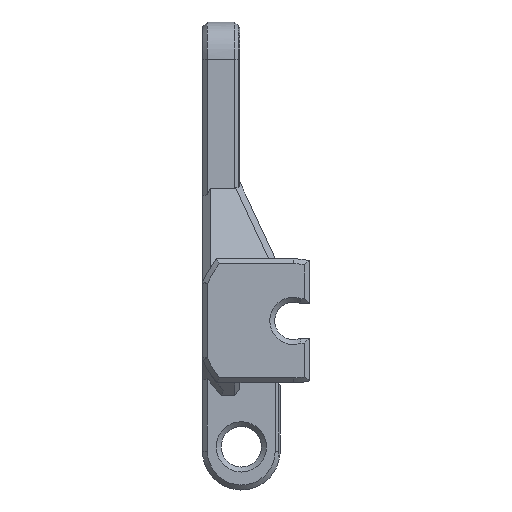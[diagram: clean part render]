
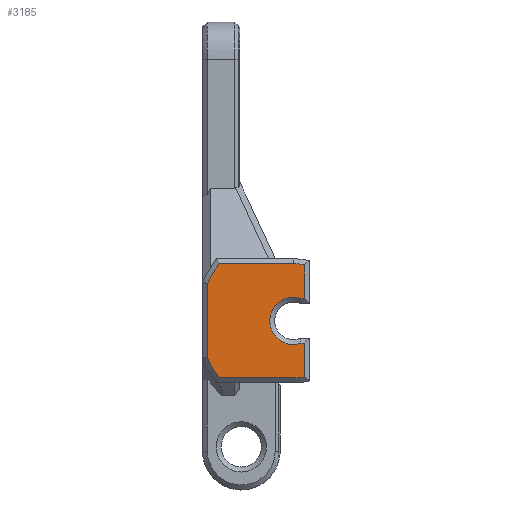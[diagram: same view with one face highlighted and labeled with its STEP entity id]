
A CAD part, left-side view. The second image highlights one B-rep face of the part: STEP entity #3185.
In plain terms, the highlighted planar face has unit normal (-1, 0, 0).
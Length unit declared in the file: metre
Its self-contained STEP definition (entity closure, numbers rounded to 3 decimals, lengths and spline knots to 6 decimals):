
#109=PLANE('',#3465);
#448=LINE('',#5228,#755);
#449=LINE('',#5233,#756);
#450=LINE('',#5235,#757);
#451=LINE('',#5239,#758);
#452=LINE('',#5243,#759);
#453=LINE('',#5247,#760);
#454=LINE('',#5251,#761);
#755=VECTOR('',#4069,1.);
#756=VECTOR('',#4072,1.);
#757=VECTOR('',#4073,1.);
#758=VECTOR('',#4076,1.);
#759=VECTOR('',#4079,1.);
#760=VECTOR('',#4082,1.);
#761=VECTOR('',#4085,1.);
#921=CIRCLE('',#3466,0.0019);
#922=CIRCLE('',#3467,0.0046);
#923=CIRCLE('',#3468,0.007535);
#924=CIRCLE('',#3469,0.007535);
#925=CIRCLE('',#3470,0.0046);
#1348=ORIENTED_EDGE('',*,*,#2212,.T.);
#1349=ORIENTED_EDGE('',*,*,#2213,.T.);
#1350=ORIENTED_EDGE('',*,*,#2214,.T.);
#1351=ORIENTED_EDGE('',*,*,#2215,.T.);
#1352=ORIENTED_EDGE('',*,*,#2216,.F.);
#1353=ORIENTED_EDGE('',*,*,#2217,.T.);
#1354=ORIENTED_EDGE('',*,*,#2218,.F.);
#1355=ORIENTED_EDGE('',*,*,#2219,.T.);
#1356=ORIENTED_EDGE('',*,*,#2220,.F.);
#1357=ORIENTED_EDGE('',*,*,#2221,.T.);
#1358=ORIENTED_EDGE('',*,*,#2222,.F.);
#1359=ORIENTED_EDGE('',*,*,#2223,.T.);
#2212=EDGE_CURVE('',#2622,#2623,#448,.T.);
#2213=EDGE_CURVE('',#2623,#2624,#921,.T.);
#2214=EDGE_CURVE('',#2624,#2625,#449,.T.);
#2215=EDGE_CURVE('',#2625,#2626,#450,.T.);
#2216=EDGE_CURVE('',#2627,#2626,#922,.T.);
#2217=EDGE_CURVE('',#2627,#2628,#451,.T.);
#2218=EDGE_CURVE('',#2629,#2628,#923,.T.);
#2219=EDGE_CURVE('',#2629,#2630,#452,.T.);
#2220=EDGE_CURVE('',#2631,#2630,#924,.T.);
#2221=EDGE_CURVE('',#2631,#2632,#453,.T.);
#2222=EDGE_CURVE('',#2633,#2632,#925,.T.);
#2223=EDGE_CURVE('',#2633,#2622,#454,.T.);
#2622=VERTEX_POINT('',#5229);
#2623=VERTEX_POINT('',#5230);
#2624=VERTEX_POINT('',#5232);
#2625=VERTEX_POINT('',#5234);
#2626=VERTEX_POINT('',#5236);
#2627=VERTEX_POINT('',#5238);
#2628=VERTEX_POINT('',#5240);
#2629=VERTEX_POINT('',#5242);
#2630=VERTEX_POINT('',#5244);
#2631=VERTEX_POINT('',#5246);
#2632=VERTEX_POINT('',#5248);
#2633=VERTEX_POINT('',#5250);
#2771=EDGE_LOOP('',(#1348,#1349,#1350,#1351,#1352,#1353,#1354,#1355,#1356,
#1357,#1358,#1359));
#2974=FACE_BOUND('',#2771,.T.);
#3185=ADVANCED_FACE('',(#2974),#109,.F.);
#3465=AXIS2_PLACEMENT_3D('',#5227,#4067,#4068);
#3466=AXIS2_PLACEMENT_3D('',#5231,#4070,#4071);
#3467=AXIS2_PLACEMENT_3D('',#5237,#4074,#4075);
#3468=AXIS2_PLACEMENT_3D('',#5241,#4077,#4078);
#3469=AXIS2_PLACEMENT_3D('',#5245,#4080,#4081);
#3470=AXIS2_PLACEMENT_3D('',#5249,#4083,#4084);
#4067=DIRECTION('',(1.,0.,0.));
#4068=DIRECTION('',(0.,1.,0.));
#4069=DIRECTION('',(0.,1.,0.));
#4070=DIRECTION('',(1.,0.,0.));
#4071=DIRECTION('',(0.,0.,-1.));
#4072=DIRECTION('',(0.,-1.,0.));
#4073=DIRECTION('',(0.,0.,1.));
#4074=DIRECTION('',(1.,0.,0.));
#4075=DIRECTION('',(0.,0.,-1.));
#4076=DIRECTION('',(0.,1.,0.));
#4077=DIRECTION('',(1.,0.,0.));
#4078=DIRECTION('',(0.,0.,-1.));
#4079=DIRECTION('',(0.,0.,-1.));
#4080=DIRECTION('',(1.,0.,0.));
#4081=DIRECTION('',(0.,0.,-1.));
#4082=DIRECTION('',(0.,-1.,0.));
#4083=DIRECTION('',(1.,0.,0.));
#4084=DIRECTION('',(0.,0.,-1.));
#4085=DIRECTION('',(0.,0.,1.));
#5227=CARTESIAN_POINT('',(0.01471,-0.077569,-0.016102));
#5228=CARTESIAN_POINT('',(0.01471,-0.077569,-0.019659));
#5229=CARTESIAN_POINT('',(0.01471,-0.074419,-0.019659));
#5230=CARTESIAN_POINT('',(0.01471,-0.074127,-0.019659));
#5231=CARTESIAN_POINT('',(0.01471,-0.073519,-0.017859));
#5232=CARTESIAN_POINT('',(0.01471,-0.074127,-0.016059));
#5233=CARTESIAN_POINT('',(0.01471,-0.074819,-0.016059));
#5234=CARTESIAN_POINT('',(0.01471,-0.074419,-0.016059));
#5235=CARTESIAN_POINT('',(0.01471,-0.074419,-0.01303));
#5236=CARTESIAN_POINT('',(0.01471,-0.074419,-0.013347));
#5237=CARTESIAN_POINT('',(0.01471,-0.073519,-0.017859));
#5238=CARTESIAN_POINT('',(0.01471,-0.073519,-0.013259));
#5239=CARTESIAN_POINT('',(0.01471,-0.067357,-0.013259));
#5240=CARTESIAN_POINT('',(0.01471,-0.06755,-0.013259));
#5241=CARTESIAN_POINT('',(0.01471,-0.073519,-0.017859));
#5242=CARTESIAN_POINT('',(0.01471,-0.066603,-0.014867));
#5243=CARTESIAN_POINT('',(0.01471,-0.066603,-0.020932));
#5244=CARTESIAN_POINT('',(0.01471,-0.066603,-0.02085));
#5245=CARTESIAN_POINT('',(0.01471,-0.073519,-0.017859));
#5246=CARTESIAN_POINT('',(0.01471,-0.06755,-0.022459));
#5247=CARTESIAN_POINT('',(0.01471,-0.077569,-0.022459));
#5248=CARTESIAN_POINT('',(0.01471,-0.073519,-0.022459));
#5249=CARTESIAN_POINT('',(0.01471,-0.073519,-0.017859));
#5250=CARTESIAN_POINT('',(0.01471,-0.074419,-0.02237));
#5251=CARTESIAN_POINT('',(0.01471,-0.074419,-0.019259));
